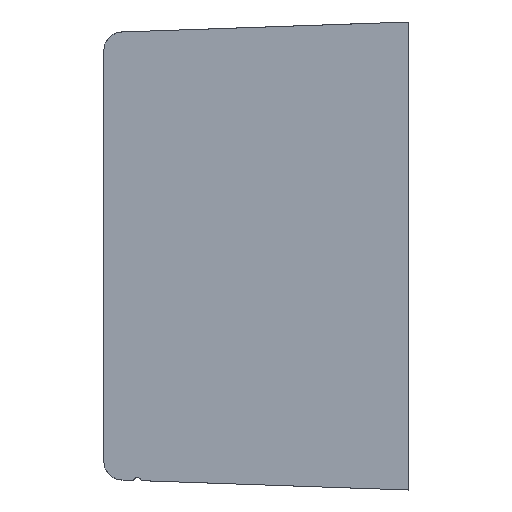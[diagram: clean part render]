
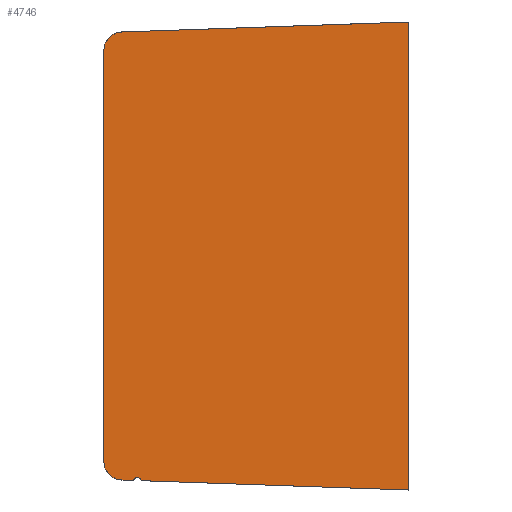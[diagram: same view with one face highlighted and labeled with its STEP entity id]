
A CAD part, left-side view. The second image highlights one B-rep face of the part: STEP entity #4746.
In plain terms, the highlighted planar face has unit normal (1, 0, 0).
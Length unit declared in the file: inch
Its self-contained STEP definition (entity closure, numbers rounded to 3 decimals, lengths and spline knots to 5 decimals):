
#49 = ORIENTED_EDGE ( 'NONE', *, *, #4611, .T. ) ;
#82 = DIRECTION ( 'NONE',  ( -1., 0., 0. ) ) ;
#202 = CIRCLE ( 'NONE', #8163, 0.2 ) ;
#312 = DIRECTION ( 'NONE',  ( 0., -0.999, 0.035 ) ) ;
#453 = DIRECTION ( 'NONE',  ( 1., 0., 0. ) ) ;
#540 = EDGE_LOOP ( 'NONE', ( #4710, #9709, #2029, #4215, #10340, #9913, #49, #3801 ) ) ;
#843 = VERTEX_POINT ( 'NONE', #5731 ) ;
#989 = CARTESIAN_POINT ( 'NONE',  ( -0.9935, 3.25, -2.19337 ) ) ;
#1083 = DIRECTION ( 'NONE',  ( 0., 0., 1. ) ) ;
#1257 = VECTOR ( 'NONE', #2819, 39.37008 ) ;
#1368 = VERTEX_POINT ( 'NONE', #7435 ) ;
#1644 = CARTESIAN_POINT ( 'NONE',  ( -0.9935, 2.93311, -2.39757 ) ) ;
#1650 = CARTESIAN_POINT ( 'NONE',  ( -0.9935, 3.05, 2.19337 ) ) ;
#2029 = ORIENTED_EDGE ( 'NONE', *, *, #2321, .T. ) ;
#2206 = LINE ( 'NONE', #1644, #1257 ) ;
#2300 = CARTESIAN_POINT ( 'NONE',  ( -0.9935, 3.05, -2.19337 ) ) ;
#2310 = LINE ( 'NONE', #10091, #6766 ) ;
#2319 = DIRECTION ( 'NONE',  ( 1., 0., 0. ) ) ;
#2321 = EDGE_CURVE ( 'NONE', #843, #4862, #8472, .T. ) ;
#2340 = DIRECTION ( 'NONE',  ( 0., 0., -1. ) ) ;
#2351 = EDGE_CURVE ( 'NONE', #10511, #8148, #7997, .T. ) ;
#2370 = EDGE_CURVE ( 'NONE', #10575, #10936, #5750, .T. ) ;
#2382 = EDGE_CURVE ( 'NONE', #3454, #10575, #6562, .T. ) ;
#2401 = EDGE_CURVE ( 'NONE', #4862, #3454, #2206, .T. ) ;
#2524 = AXIS2_PLACEMENT_3D ( 'NONE', #2300, #2319, #2340 ) ;
#2705 = LINE ( 'NONE', #8306, #8468 ) ;
#2819 = DIRECTION ( 'NONE',  ( 0., 0.999, 0.035 ) ) ;
#3454 = VERTEX_POINT ( 'NONE', #6263 ) ;
#3801 = ORIENTED_EDGE ( 'NONE', *, *, #2351, .T. ) ;
#3928 = CARTESIAN_POINT ( 'NONE',  ( -0.9935, 3.25, 2.5 ) ) ;
#4001 = DIRECTION ( 'NONE',  ( 0., -1., 0. ) ) ;
#4215 = ORIENTED_EDGE ( 'NONE', *, *, #2401, .T. ) ;
#4256 = CARTESIAN_POINT ( 'NONE',  ( -0.9935, 3.05698, 2.39325 ) ) ;
#4611 = EDGE_CURVE ( 'NONE', #10936, #10511, #202, .T. ) ;
#4710 = ORIENTED_EDGE ( 'NONE', *, *, #10835, .T. ) ;
#4746 = ADVANCED_FACE ( 'NONE', ( #10530 ), #6218, .T. ) ;
#4798 = DIRECTION ( 'NONE',  ( 1., 0., 0. ) ) ;
#4862 = VERTEX_POINT ( 'NONE', #10905 ) ;
#5122 = AXIS2_PLACEMENT_3D ( 'NONE', #3928, #4798, #10767 ) ;
#5393 = CARTESIAN_POINT ( 'NONE',  ( -0.9935, 2.89106, -2.41359 ) ) ;
#5731 = CARTESIAN_POINT ( 'NONE',  ( -0.9935, 2.84799, -2.40055 ) ) ;
#5750 = LINE ( 'NONE', #9966, #10008 ) ;
#5885 = DIRECTION ( 'NONE',  ( 0., 0.999, 0.035 ) ) ;
#5972 = VECTOR ( 'NONE', #312, 39.37008 ) ;
#6218 = PLANE ( 'NONE',  #5122 ) ;
#6227 = CARTESIAN_POINT ( 'NONE',  ( -0.9935, 0., 2.5 ) ) ;
#6263 = CARTESIAN_POINT ( 'NONE',  ( -0.9935, 3.05698, -2.39325 ) ) ;
#6562 = CIRCLE ( 'NONE', #2524, 0.2 ) ;
#6686 = DIRECTION ( 'NONE',  ( 0., 0., -1. ) ) ;
#6766 = VECTOR ( 'NONE', #6686, 39.37008 ) ;
#7406 = AXIS2_PLACEMENT_3D ( 'NONE', #5393, #82, #4001 ) ;
#7435 = CARTESIAN_POINT ( 'NONE',  ( -0.9935, 0., -2.5 ) ) ;
#7997 = LINE ( 'NONE', #9390, #5972 ) ;
#8148 = VERTEX_POINT ( 'NONE', #6227 ) ;
#8163 = AXIS2_PLACEMENT_3D ( 'NONE', #1650, #453, #8558 ) ;
#8306 = CARTESIAN_POINT ( 'NONE',  ( -0.9935, 0., -2.5 ) ) ;
#8468 = VECTOR ( 'NONE', #5885, 39.37008 ) ;
#8472 = CIRCLE ( 'NONE', #7406, 0.045 ) ;
#8558 = DIRECTION ( 'NONE',  ( 0., 0., -1. ) ) ;
#9390 = CARTESIAN_POINT ( 'NONE',  ( -0.9935, 3.05698, 2.39325 ) ) ;
#9709 = ORIENTED_EDGE ( 'NONE', *, *, #10806, .T. ) ;
#9913 = ORIENTED_EDGE ( 'NONE', *, *, #2370, .T. ) ;
#9966 = CARTESIAN_POINT ( 'NONE',  ( -0.9935, 3.25, 2.5 ) ) ;
#10008 = VECTOR ( 'NONE', #1083, 39.37008 ) ;
#10091 = CARTESIAN_POINT ( 'NONE',  ( -0.9935, 0., 2.5 ) ) ;
#10242 = CARTESIAN_POINT ( 'NONE',  ( -0.9935, 3.25, 2.19337 ) ) ;
#10340 = ORIENTED_EDGE ( 'NONE', *, *, #2382, .T. ) ;
#10511 = VERTEX_POINT ( 'NONE', #4256 ) ;
#10530 = FACE_OUTER_BOUND ( 'NONE', #540, .T. ) ;
#10575 = VERTEX_POINT ( 'NONE', #989 ) ;
#10767 = DIRECTION ( 'NONE',  ( 0., 1., 0. ) ) ;
#10806 = EDGE_CURVE ( 'NONE', #1368, #843, #2705, .T. ) ;
#10835 = EDGE_CURVE ( 'NONE', #8148, #1368, #2310, .T. ) ;
#10905 = CARTESIAN_POINT ( 'NONE',  ( -0.9935, 2.93311, -2.39757 ) ) ;
#10936 = VERTEX_POINT ( 'NONE', #10242 ) ;
